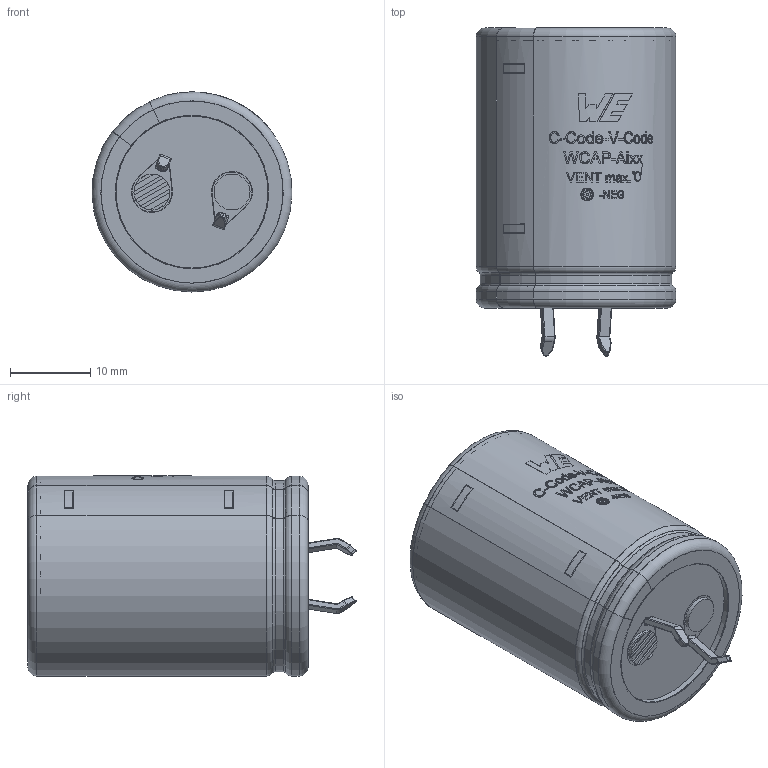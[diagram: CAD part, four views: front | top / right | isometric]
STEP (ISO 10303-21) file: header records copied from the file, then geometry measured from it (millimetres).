
FILE_DESCRIPTION(/* description */ ('Unknown'),/* implementation_level */ '2;1');
FILE_NAME(/* name */ '25x35',/* time_stamp */ '2025-03-27T11:54:52+08:00',/* author */ ('Unknown'),/* organization */ ('Unknown'),/* preprocessor_version */ 'ST-DEVELOPER v19.4',/* originating_system */ 'Solid Edge',/* authorisation */ 'Unknown');
FILE_SCHEMA (('AUTOMOTIVE_DESIGN {1 0 10303 214 3 1 1}'));
Length unit declared in the file: millimetre
Products named in the file (4): 25x35; coat; Top Glue
Assembly tree (3 placements, depth 2):
  25x35
    25x35
    coat
    Top Glue
Bounding box: 24.98 x 41 x 25 mm (x, y, z)
Volume: 16730.5 mm3; surface area: 10835.5 mm2
Topology: 3 solids, 3 shells, 617 faces, 1543 edges, 1006 vertices
Faces by surface type: plane 282, bspline 171, cylinder 128, torus 36
Full cylindrical faces by diameter (mm): 4.5 x2, 19 x2, 19.18 x1, 23 x1, 23.68 x2, 24.78 x4
Entity records: 29746 total; most frequent: CARTESIAN_POINT 11753, ORIENTED_EDGE 3002, DIRECTION 2394, EDGE_CURVE 1501, VERTEX_POINT 998, AXIS2_PLACEMENT_3D 872, EDGE_LOOP 727, FACE_BOUND 727
